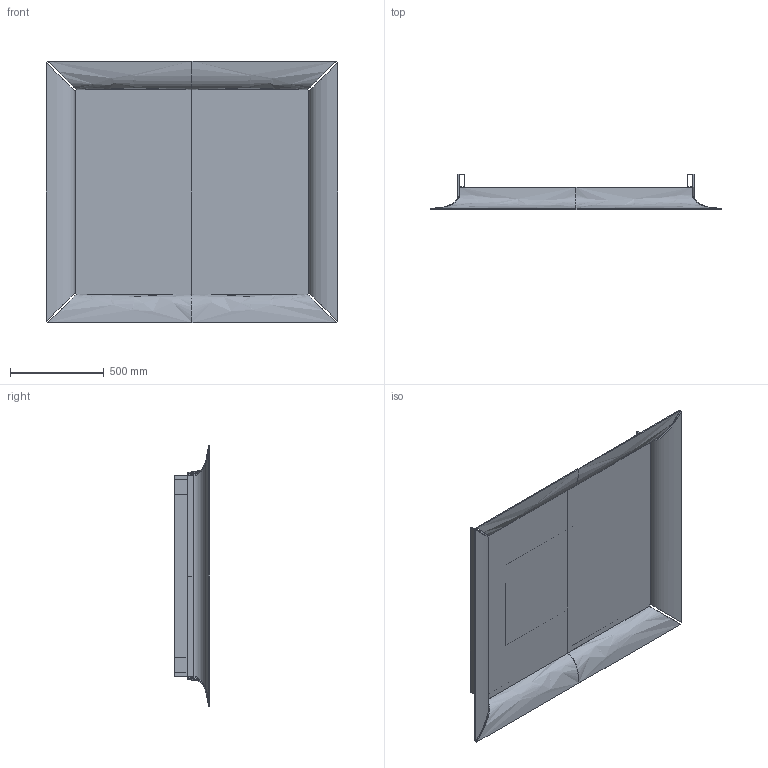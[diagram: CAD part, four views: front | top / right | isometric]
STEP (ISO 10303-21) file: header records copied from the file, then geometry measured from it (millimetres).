
FILE_DESCRIPTION(/* description */ (''),/* implementation_level */ '2;1');
FILE_NAME(/* name */ 'CAADRE~2',/* time_stamp */ '2018-10-08T12:39:41+02:00',/* author */ (''),/* organization */ (''),/* preprocessor_version */ 'ST-DEVELOPER v16.5',/* originating_system */ '',/* authorisation */ '');
FILE_SCHEMA (('CONFIG_CONTROL_DESIGN'));
Length unit declared in the file: millimetre
Products named in the file (1): Document
Bounding box: 1550 x 189 x 1394 mm (x, y, z)
Volume: 18651895.7 mm3; surface area: 6545664.9 mm2
Topology: 12 solids, 13 shells, 179 faces, 417 edges, 253 vertices
Faces by surface type: plane 113, bspline 66
Entity records: 5666 total; most frequent: CARTESIAN_POINT 2684, ORIENTED_EDGE 828, EDGE_CURVE 416, B_SPLINE_CURVE_WITH_KNOTS 411, VERTEX_POINT 252, EDGE_LOOP 183, ADVANCED_FACE 179, FACE_OUTER_BOUND 179
